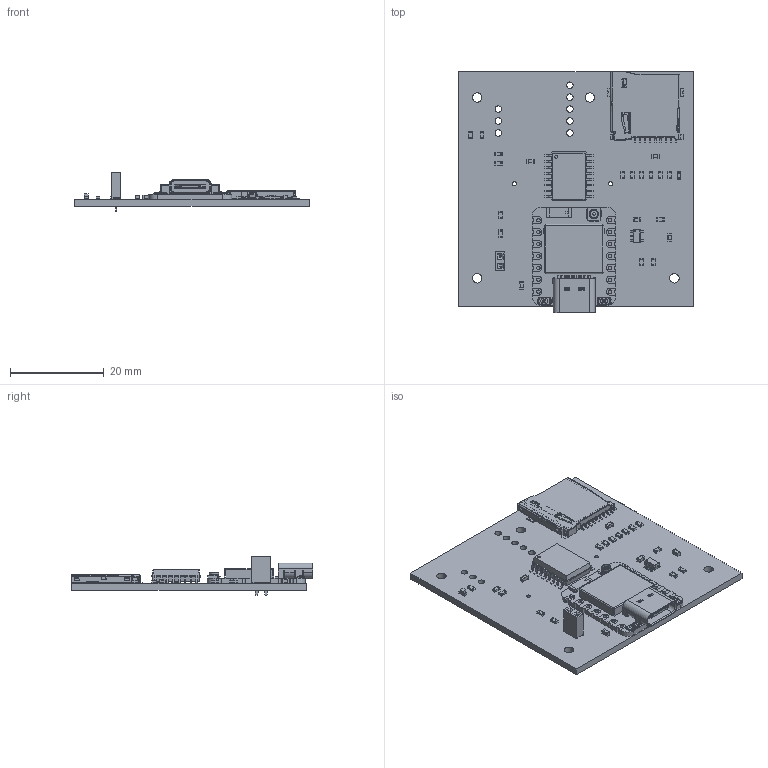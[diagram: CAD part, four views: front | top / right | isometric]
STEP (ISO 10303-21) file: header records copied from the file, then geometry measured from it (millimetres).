
FILE_DESCRIPTION(('KiCad electronic assembly'),'2;1');
FILE_NAME('fw-anwesenheit.step','2025-09-11T12:30:32',('Pcbnew'),( 'Kicad'),'Open CASCADE STEP processor 7.9','KiCad to STEP converter' ,'Unknown');
FILE_SCHEMA(('AUTOMOTIVE_DESIGN { 1 0 10303 214 1 1 1 1 }'));
Length unit declared in the file: millimetre
Products named in the file (49): fw-anwesenheit 1; C_0603_1608Metric; Seeed Studio XIAO ESP32-C6; Seeed Studio XIAO-ESP32-C6; USB TYPE C PORT; USB TYPE C PORT (1); BOSS-EXTRUDE14_8_; BOSS-EXTRUDE7_4_; BOSS-EXTRUDE7_3_; BOSS-EXTRUDE14_4_; BOSS-EXTRUDE14_2_; BOSS-EXTRUDE14_11_; BOSS-EXTRUDE7_7_; BOSS-EXTRUDE14_9_; BOSS-EXTRUDE14_3_; BOSS-EXTRUDE14_7_; MIRROR2; BOSS-EXTRUDE14_5_; BOSS-EXTRUDE14_12_; BOSS-EXTRUDE7_8_; BOSS-EXTRUDE7_1_; BOSS-EXTRUDE14_10_; BOSS-EXTRUDE7_9_; BOSS-EXTRUDE14_6_; CHAMFER9; BOSS-EXTRUDE14_1_; BOSS-EXTRUDE7_6_; BOSS-EXTRUDE7_2_; CUT-EXTRUDE5; BOSS-EXTRUDE7_5_; U.FL Connector v1; Shield; COMPOUND; SKTAAAE010 v1; KH5220-A36 (Ceramic Antenna) v2; LED_0603_1608Metric; R_0603_1608Metric; SOIC-16W_7.5x10.3mm_P1.27mm; PinSocket_1x02_P2.00mm_Vertical; SN74AHCT1G125DBVT ...
Assembly tree (67 placements, depth 6):
  fw-anwesenheit 1
    C_0603_1608Metric  x5
    Seeed Studio XIAO ESP32-C6
      Seeed Studio XIAO-ESP32-C6
        USB TYPE C PORT
          USB TYPE C PORT (1)
            BOSS-EXTRUDE14_8_
            BOSS-EXTRUDE7_4_
            BOSS-EXTRUDE7_3_
            BOSS-EXTRUDE14_4_
            BOSS-EXTRUDE14_2_
            BOSS-EXTRUDE14_11_
            BOSS-EXTRUDE7_7_
            BOSS-EXTRUDE14_9_
            BOSS-EXTRUDE14_3_
            BOSS-EXTRUDE14_7_
            MIRROR2
            BOSS-EXTRUDE14_5_
            BOSS-EXTRUDE14_12_
            BOSS-EXTRUDE7_8_
            BOSS-EXTRUDE7_1_
            BOSS-EXTRUDE14_10_
            BOSS-EXTRUDE7_9_
            BOSS-EXTRUDE14_6_
            CHAMFER9
            BOSS-EXTRUDE14_1_
            BOSS-EXTRUDE7_6_
            BOSS-EXTRUDE7_2_
            CUT-EXTRUDE5
            BOSS-EXTRUDE7_5_
        U.FL Connector v1
        Shield
        COMPOUND
      SKTAAAE010 v1  x2
      KH5220-A36 (Ceramic Antenna) v2
    LED_0603_1608Metric
    R_0603_1608Metric  x15
    SOIC-16W_7.5x10.3mm_P1.27mm
    PinSocket_1x02_P2.00mm_Vertical
    SN74AHCT1G125DBVT
    693071020811
      693071020811_Housing
      693071020811_Guide
      693071020811_Spring
      693071020811_Contact
      693071020811_Hook
      693071020811_Agraphe
      693071020811_Shielding
    fw-anwesenheit_PCB
Bounding box: 50 x 51.34 x 8.3 mm (x, y, z)
Volume: 4745.1 mm3; surface area: 9232.5 mm2
Topology: 84 solids, 84 shells, 3797 faces, 10406 edges, 6819 vertices
Faces by surface type: plane 2554, cylinder 1172, bspline 33, torus 22, cone 9, sphere 7
Full cylindrical faces by diameter (mm): 0.29 x3, 0.3 x1, 0.349 x1, 0.38 x8, 0.4 x2, 0.44 x6, 0.5 x9, 0.54 x2, 0.6 x2, 0.64 x1, 0.75 x14, 0.8 x4, 0.85 x2, 0.94 x1, 1 x1, 1.4 x8, 1.524 x8, 1.65 x1, 1.9 x1, 2 x6
Entity records: 112914 total; most frequent: CARTESIAN_POINT 21292, ORIENTED_EDGE 17796, DIRECTION 17395, EDGE_CURVE 8898, LINE 6715, VECTOR 6715, VERTEX_POINT 5841, AXIS2_PLACEMENT_3D 5340
